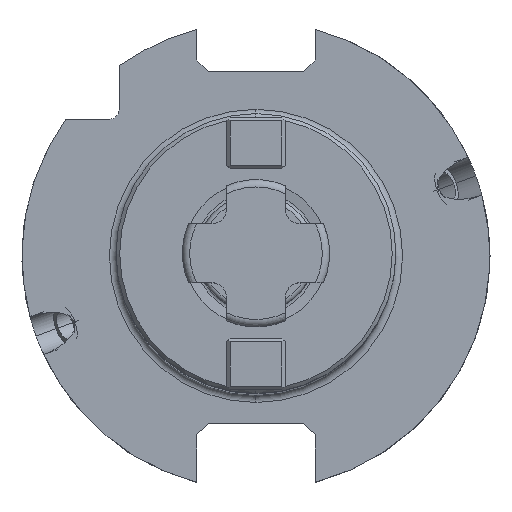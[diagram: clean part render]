
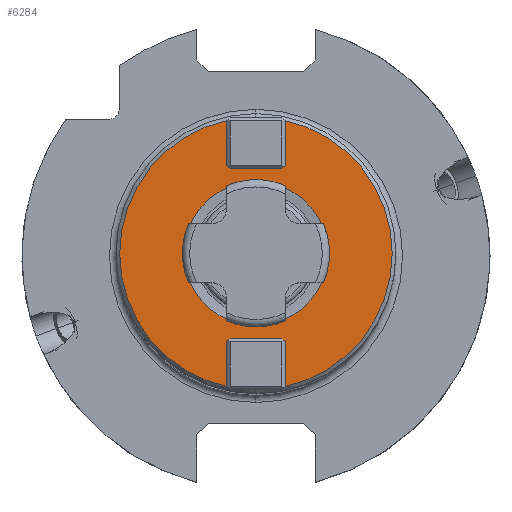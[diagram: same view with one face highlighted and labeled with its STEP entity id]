
A CAD part, top view. The second image highlights one B-rep face of the part: STEP entity #6284.
In plain terms, the highlighted planar face has unit normal (0, 0, 1).
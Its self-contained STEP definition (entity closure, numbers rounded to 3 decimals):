
#46=CARTESIAN_POINT('',(0.,0.,200.));
#47=DIRECTION('',(0.,0.,1.));
#48=DIRECTION('',(0.,1.,0.));
#49=AXIS2_PLACEMENT_3D('',#46,#47,#48);
#54=CARTESIAN_POINT('',(0.,0.,200.));
#55=DIRECTION('',(0.,0.,1.));
#56=DIRECTION('',(0.,-1.,0.));
#57=AXIS2_PLACEMENT_3D('',#54,#55,#56);
#62=DIRECTION('',(-1.,0.,0.));
#63=VECTOR('',#62,7.);
#64=CARTESIAN_POINT('',(3.5,-11.5,200.));
#65=LINE('',#64,#63);
#69=DIRECTION('',(-0.707,-0.707,0.));
#70=VECTOR('',#69,0.707);
#71=CARTESIAN_POINT('',(-3.5,-11.5,200.));
#72=LINE('',#71,#70);
#76=DIRECTION('',(0.,-1.,0.));
#77=VECTOR('',#76,6.);
#78=CARTESIAN_POINT('',(-4.,-12.,200.));
#79=LINE('',#78,#77);
#83=DIRECTION('',(-0.707,0.707,0.));
#84=VECTOR('',#83,0.113);
#85=CARTESIAN_POINT('',(-3.92,-18.08,200.));
#86=LINE('',#85,#84);
#90=DIRECTION('',(-0.707,-0.707,0.));
#91=VECTOR('',#90,0.113);
#92=CARTESIAN_POINT('',(-3.92,18.08,200.));
#93=LINE('',#92,#91);
#97=DIRECTION('',(0.,1.,0.));
#98=VECTOR('',#97,6.);
#99=CARTESIAN_POINT('',(-4.,12.,200.));
#100=LINE('',#99,#98);
#104=DIRECTION('',(-0.707,0.707,0.));
#105=VECTOR('',#104,0.707);
#106=CARTESIAN_POINT('',(-3.5,11.5,200.));
#107=LINE('',#106,#105);
#111=DIRECTION('',(1.,0.,0.));
#112=VECTOR('',#111,7.);
#113=CARTESIAN_POINT('',(-3.5,11.5,200.));
#114=LINE('',#113,#112);
#118=DIRECTION('',(0.707,0.707,0.));
#119=VECTOR('',#118,0.707);
#120=CARTESIAN_POINT('',(3.5,11.5,200.));
#121=LINE('',#120,#119);
#125=DIRECTION('',(0.,1.,0.));
#126=VECTOR('',#125,6.);
#127=CARTESIAN_POINT('',(4.,12.,200.));
#128=LINE('',#127,#126);
#132=DIRECTION('',(0.707,-0.707,0.));
#133=VECTOR('',#132,0.113);
#134=CARTESIAN_POINT('',(3.92,18.08,200.));
#135=LINE('',#134,#133);
#139=DIRECTION('',(0.707,0.707,0.));
#140=VECTOR('',#139,0.113);
#141=CARTESIAN_POINT('',(3.92,-18.08,200.));
#142=LINE('',#141,#140);
#146=DIRECTION('',(0.,-1.,0.));
#147=VECTOR('',#146,6.);
#148=CARTESIAN_POINT('',(4.,-12.,200.));
#149=LINE('',#148,#147);
#153=DIRECTION('',(0.707,-0.707,0.));
#154=VECTOR('',#153,0.707);
#155=CARTESIAN_POINT('',(3.5,-11.5,200.));
#156=LINE('',#155,#154);
#1198=CARTESIAN_POINT('',(0.,0.,200.));
#1199=DIRECTION('',(0.,0.,-1.));
#1200=DIRECTION('',(0.212,0.977,0.));
#1201=AXIS2_PLACEMENT_3D('',#1198,#1199,#1200);
#1303=CARTESIAN_POINT('',(0.,0.,200.));
#1304=DIRECTION('',(0.,0.,1.));
#1305=DIRECTION('',(-0.212,0.977,0.));
#1306=AXIS2_PLACEMENT_3D('',#1303,#1304,#1305);
#5990=CARTESIAN_POINT('',(0.,9.765,200.));
#5991=CARTESIAN_POINT('',(0.,-9.765,200.));
#5992=VERTEX_POINT('',#5990);
#5993=VERTEX_POINT('',#5991);
#6062=CARTESIAN_POINT('',(-3.5,11.5,200.));
#6063=CARTESIAN_POINT('',(3.5,11.5,200.));
#6064=VERTEX_POINT('',#6062);
#6065=VERTEX_POINT('',#6063);
#6066=CARTESIAN_POINT('',(-4.,12.,200.));
#6067=CARTESIAN_POINT('',(-4.,18.,200.));
#6068=VERTEX_POINT('',#6066);
#6069=VERTEX_POINT('',#6067);
#6070=CARTESIAN_POINT('',(4.,12.,200.));
#6071=CARTESIAN_POINT('',(4.,18.,200.));
#6072=VERTEX_POINT('',#6070);
#6073=VERTEX_POINT('',#6071);
#6074=CARTESIAN_POINT('',(3.92,18.08,200.));
#6075=VERTEX_POINT('',#6074);
#6076=CARTESIAN_POINT('',(-3.92,18.08,200.));
#6077=VERTEX_POINT('',#6076);
#6113=CARTESIAN_POINT('',(3.5,-11.5,200.));
#6114=CARTESIAN_POINT('',(-3.5,-11.5,200.));
#6115=VERTEX_POINT('',#6113);
#6116=VERTEX_POINT('',#6114);
#6117=CARTESIAN_POINT('',(4.,-12.,200.));
#6118=CARTESIAN_POINT('',(4.,-18.,200.));
#6119=VERTEX_POINT('',#6117);
#6120=VERTEX_POINT('',#6118);
#6121=CARTESIAN_POINT('',(-4.,-12.,200.));
#6122=CARTESIAN_POINT('',(-4.,-18.,200.));
#6123=VERTEX_POINT('',#6121);
#6124=VERTEX_POINT('',#6122);
#6125=CARTESIAN_POINT('',(-3.92,-18.08,200.));
#6126=VERTEX_POINT('',#6125);
#6127=CARTESIAN_POINT('',(3.92,-18.08,200.));
#6128=VERTEX_POINT('',#6127);
#6240=CARTESIAN_POINT('',(0.,0.,200.));
#6241=DIRECTION('',(0.,0.,1.));
#6242=DIRECTION('',(0.,-1.,0.));
#6243=AXIS2_PLACEMENT_3D('',#6240,#6241,#6242);
#6244=PLANE('',#6243);
#6246=ORIENTED_EDGE('',*,*,#6245,.T.);
#6248=ORIENTED_EDGE('',*,*,#6247,.T.);
#6250=ORIENTED_EDGE('',*,*,#6249,.T.);
#6252=ORIENTED_EDGE('',*,*,#6251,.F.);
#6254=ORIENTED_EDGE('',*,*,#6253,.F.);
#6256=ORIENTED_EDGE('',*,*,#6255,.T.);
#6258=ORIENTED_EDGE('',*,*,#6257,.F.);
#6260=ORIENTED_EDGE('',*,*,#6259,.F.);
#6262=ORIENTED_EDGE('',*,*,#6261,.T.);
#6264=ORIENTED_EDGE('',*,*,#6263,.T.);
#6266=ORIENTED_EDGE('',*,*,#6265,.T.);
#6267=ORIENTED_EDGE('',*,*,#6225,.F.);
#6269=ORIENTED_EDGE('',*,*,#6268,.T.);
#6271=ORIENTED_EDGE('',*,*,#6270,.T.);
#6273=ORIENTED_EDGE('',*,*,#6272,.F.);
#6275=ORIENTED_EDGE('',*,*,#6274,.F.);
#6276=EDGE_LOOP('',(#6246,#6248,#6250,#6252,#6254,#6256,#6258,#6260,#6262,#6264,
#6266,#6267,#6269,#6271,#6273,#6275));
#6277=FACE_OUTER_BOUND('',#6276,.F.);
#6279=ORIENTED_EDGE('',*,*,#6278,.T.);
#6281=ORIENTED_EDGE('',*,*,#6280,.T.);
#6282=EDGE_LOOP('',(#6279,#6281));
#6283=FACE_BOUND('',#6282,.F.);
#50=CIRCLE('',#49,9.765);
#58=CIRCLE('',#57,9.765);
#1202=CIRCLE('',#1201,18.5);
#1307=CIRCLE('',#1306,18.5);
#6225=EDGE_CURVE('',#6075,#6073,#135,.T.);
#6245=EDGE_CURVE('',#6115,#6116,#65,.T.);
#6247=EDGE_CURVE('',#6116,#6123,#72,.T.);
#6249=EDGE_CURVE('',#6123,#6124,#79,.T.);
#6251=EDGE_CURVE('',#6126,#6124,#86,.T.);
#6253=EDGE_CURVE('',#6077,#6126,#1307,.T.);
#6255=EDGE_CURVE('',#6077,#6069,#93,.T.);
#6257=EDGE_CURVE('',#6068,#6069,#100,.T.);
#6259=EDGE_CURVE('',#6064,#6068,#107,.T.);
#6261=EDGE_CURVE('',#6064,#6065,#114,.T.);
#6263=EDGE_CURVE('',#6065,#6072,#121,.T.);
#6265=EDGE_CURVE('',#6072,#6073,#128,.T.);
#6268=EDGE_CURVE('',#6075,#6128,#1202,.T.);
#6270=EDGE_CURVE('',#6128,#6120,#142,.T.);
#6272=EDGE_CURVE('',#6119,#6120,#149,.T.);
#6274=EDGE_CURVE('',#6115,#6119,#156,.T.);
#6278=EDGE_CURVE('',#5992,#5993,#50,.T.);
#6280=EDGE_CURVE('',#5993,#5992,#58,.T.);
#6284=ADVANCED_FACE('',(#6277,#6283),#6244,.T.);
